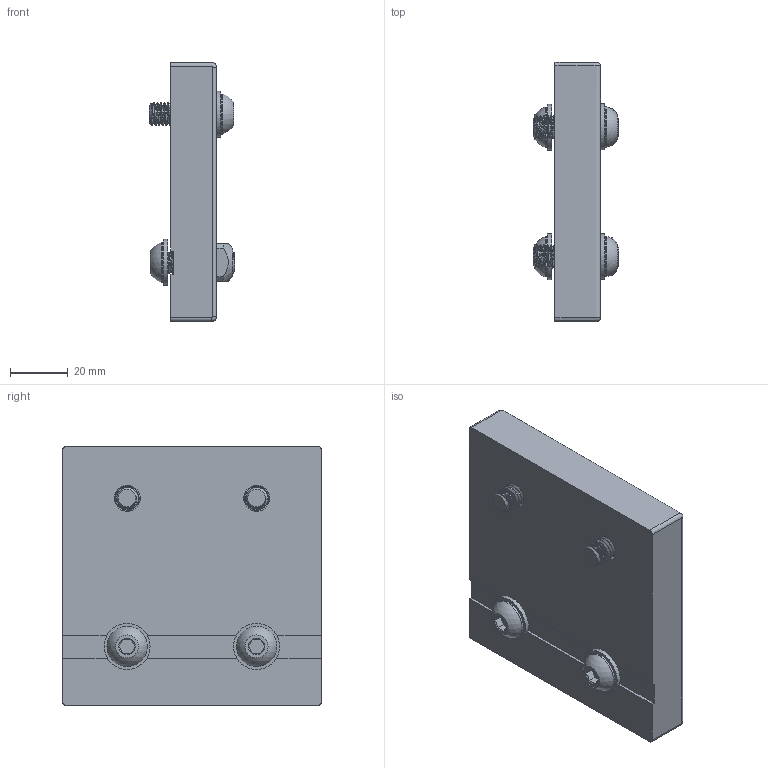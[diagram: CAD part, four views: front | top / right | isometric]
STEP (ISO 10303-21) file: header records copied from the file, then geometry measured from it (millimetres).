
FILE_DESCRIPTION(/* description */ (''),/* implementation_level */ '2;1');
FILE_NAME(/* name */ '55-050-1 v1.step',/* time_stamp */ '2020-09-30T15:08:05-04:00',/* author */ (''),/* organization */ (''),/* preprocessor_version */ 'ST-DEVELOPER v18.1',/* originating_system */ 'Autodesk Translation Framework v9.3.0.1241',/* authorisation */ '');
FILE_SCHEMA (('AUTOMOTIVE_DESIGN { 1 0 10303 214 3 1 1 }'));
Length unit declared in the file: millimetre
Products named in the file (9): 55-050-1; M8x25BHCS-0; M8x25BHCS-0_1; M8x25BHCS-0_2; M8SMW-0; 93475A270; M8x25BHCS-0_3; 94500A245; M8S-0
Assembly tree (15 placements, depth 3):
  55-050-1
    M8x25BHCS-0
      94500A245
    M8x25BHCS-0_1
      94500A245
    M8SMW-0  x4
      93475A270
    M8x25BHCS-0_2
      94500A245
    M8x25BHCS-0_3
      94500A245
    M8S-0  x2
Bounding box: 29.84 x 90 x 90 mm (x, y, z)
Volume: 127794 mm3; surface area: 31762.2 mm2
Topology: 11 solids, 11 shells, 345 faces, 881 edges, 568 vertices
Faces by surface type: cylinder 203, plane 87, cone 34, bspline 17, sphere 4
Full cylindrical faces by diameter (mm): 6.376 x80, 6.779 x2, 8 x72, 8.17 x2, 8.4 x4, 9 x4, 14 x4, 16 x4
Entity records: 8590 total; most frequent: CARTESIAN_POINT 5640, ORIENTED_EDGE 630, DIRECTION 508, EDGE_CURVE 315, VERTEX_POINT 203, AXIS2_PLACEMENT_3D 190, EDGE_LOOP 134, LINE 128
